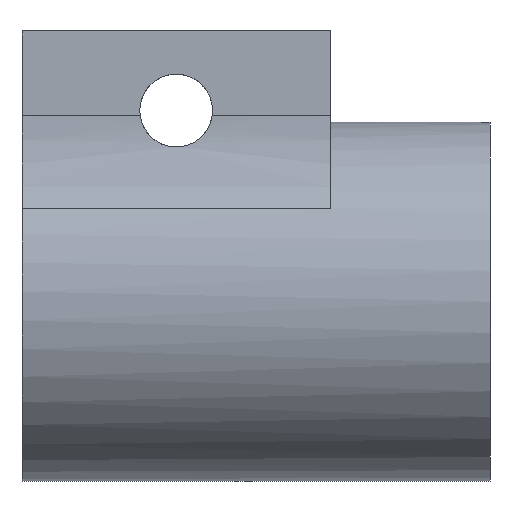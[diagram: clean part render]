
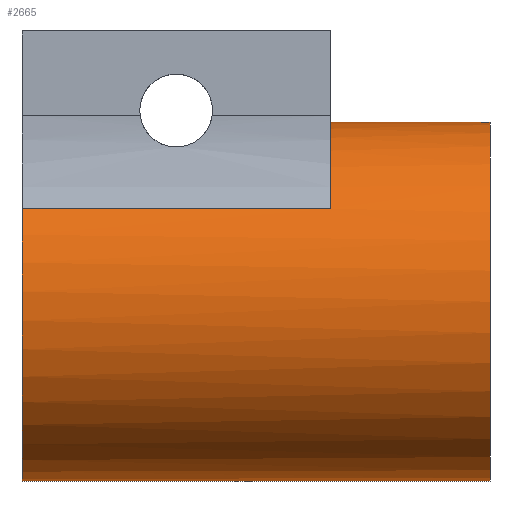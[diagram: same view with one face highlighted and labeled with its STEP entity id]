
A CAD part, left-side view. The second image highlights one B-rep face of the part: STEP entity #2665.
In plain terms, the highlighted cylindrical face has radius 6.35 mm (diameter 12.7 mm), a partial arc.
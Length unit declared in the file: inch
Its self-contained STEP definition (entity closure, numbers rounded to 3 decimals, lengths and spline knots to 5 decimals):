
#137 = ORIENTED_EDGE ( 'NONE', *, *, #3460, .F. ) ;
#242 = LINE ( 'NONE', #2091, #3450 ) ;
#281 = EDGE_CURVE ( 'NONE', #1984, #289, #1558, .T. ) ;
#289 = VERTEX_POINT ( 'NONE', #3196 ) ;
#432 = DIRECTION ( 'NONE',  ( 0., 1., 0. ) ) ;
#433 = VERTEX_POINT ( 'NONE', #3636 ) ;
#469 = CARTESIAN_POINT ( 'NONE',  ( 0., 0., -0.25 ) ) ;
#504 = CARTESIAN_POINT ( 'NONE',  ( 0., 0., 0.25 ) ) ;
#644 = DIRECTION ( 'NONE',  ( 0., -1., 0. ) ) ;
#757 = EDGE_CURVE ( 'NONE', #1984, #3649, #1675, .T. ) ;
#839 = EDGE_CURVE ( 'NONE', #3649, #433, #3876, .T. ) ;
#875 = CARTESIAN_POINT ( 'NONE',  ( 0., 0.6525, 0. ) ) ;
#922 = ORIENTED_EDGE ( 'NONE', *, *, #839, .F. ) ;
#1076 = ORIENTED_EDGE ( 'NONE', *, *, #281, .T. ) ;
#1172 = DIRECTION ( 'NONE',  ( 0., 1., 0. ) ) ;
#1174 = CARTESIAN_POINT ( 'NONE',  ( 0., 0.6525, 0. ) ) ;
#1241 = CYLINDRICAL_SURFACE ( 'NONE', #3998, 0.25 ) ;
#1310 = ORIENTED_EDGE ( 'NONE', *, *, #3554, .T. ) ;
#1323 = FACE_OUTER_BOUND ( 'NONE', #1679, .T. ) ;
#1497 = DIRECTION ( 'NONE',  ( 0., 0., 1. ) ) ;
#1500 = VECTOR ( 'NONE', #644, 39.37008 ) ;
#1558 = LINE ( 'NONE', #3803, #3112 ) ;
#1595 = AXIS2_PLACEMENT_3D ( 'NONE', #1174, #3361, #1497 ) ;
#1671 = DIRECTION ( 'NONE',  ( 0., 1., 0. ) ) ;
#1675 = CIRCLE ( 'NONE', #2348, 0.25 ) ;
#1679 = EDGE_LOOP ( 'NONE', ( #137, #922, #1706, #1076, #1905, #1310, #2577 ) ) ;
#1706 = ORIENTED_EDGE ( 'NONE', *, *, #757, .F. ) ;
#1905 = ORIENTED_EDGE ( 'NONE', *, *, #3812, .F. ) ;
#1984 = VERTEX_POINT ( 'NONE', #3709 ) ;
#2042 = CARTESIAN_POINT ( 'NONE',  ( 0., 0.6525, -0.25 ) ) ;
#2091 = CARTESIAN_POINT ( 'NONE',  ( 0., 0.6525, 0.25 ) ) ;
#2108 = DIRECTION ( 'NONE',  ( 0., 0., -1. ) ) ;
#2207 = LINE ( 'NONE', #2495, #1500 ) ;
#2260 = EDGE_CURVE ( 'NONE', #2323, #3226, #3529, .T. ) ;
#2284 = CARTESIAN_POINT ( 'NONE',  ( 0., 0., 0. ) ) ;
#2323 = VERTEX_POINT ( 'NONE', #469 ) ;
#2348 = AXIS2_PLACEMENT_3D ( 'NONE', #3545, #1671, #3854 ) ;
#2384 = DIRECTION ( 'NONE',  ( 0., -1., 0. ) ) ;
#2413 = DIRECTION ( 'NONE',  ( 0., -1., 0. ) ) ;
#2495 = CARTESIAN_POINT ( 'NONE',  ( 0., 0.6525, -0.25 ) ) ;
#2557 = VERTEX_POINT ( 'NONE', #2042 ) ;
#2577 = ORIENTED_EDGE ( 'NONE', *, *, #2260, .T. ) ;
#2596 = DIRECTION ( 'NONE',  ( 0., 0., 1. ) ) ;
#2665 = ADVANCED_FACE ( 'NONE', ( #1323 ), #1241, .T. ) ;
#2863 = DIRECTION ( 'NONE',  ( 0., 1., 0. ) ) ;
#2996 = CIRCLE ( 'NONE', #1595, 0.25 ) ;
#3037 = CARTESIAN_POINT ( 'NONE',  ( 0., 0.2225, 0. ) ) ;
#3112 = VECTOR ( 'NONE', #2863, 39.37008 ) ;
#3196 = CARTESIAN_POINT ( 'NONE',  ( -0.21375, 0.6525, 0.12966 ) ) ;
#3226 = VERTEX_POINT ( 'NONE', #504 ) ;
#3360 = DIRECTION ( 'NONE',  ( 0., 0., 1. ) ) ;
#3361 = DIRECTION ( 'NONE',  ( 0., 1., 0. ) ) ;
#3415 = AXIS2_PLACEMENT_3D ( 'NONE', #3037, #1172, #3360 ) ;
#3450 = VECTOR ( 'NONE', #2384, 39.37008 ) ;
#3460 = EDGE_CURVE ( 'NONE', #433, #3226, #242, .T. ) ;
#3529 = CIRCLE ( 'NONE', #3948, 0.25 ) ;
#3545 = CARTESIAN_POINT ( 'NONE',  ( 0., 0.2225, 0. ) ) ;
#3554 = EDGE_CURVE ( 'NONE', #2557, #2323, #2207, .T. ) ;
#3636 = CARTESIAN_POINT ( 'NONE',  ( 0., 0.2225, 0.25 ) ) ;
#3649 = VERTEX_POINT ( 'NONE', #3791 ) ;
#3709 = CARTESIAN_POINT ( 'NONE',  ( -0.21375, 0.2225, 0.12966 ) ) ;
#3791 = CARTESIAN_POINT ( 'NONE',  ( -0.0275, 0.2225, 0.24848 ) ) ;
#3803 = CARTESIAN_POINT ( 'NONE',  ( -0.21375, 0.6525, 0.12966 ) ) ;
#3812 = EDGE_CURVE ( 'NONE', #2557, #289, #2996, .T. ) ;
#3854 = DIRECTION ( 'NONE',  ( 0., 0., 1. ) ) ;
#3876 = CIRCLE ( 'NONE', #3415, 0.25 ) ;
#3948 = AXIS2_PLACEMENT_3D ( 'NONE', #2284, #432, #2596 ) ;
#3998 = AXIS2_PLACEMENT_3D ( 'NONE', #875, #2413, #2108 ) ;
